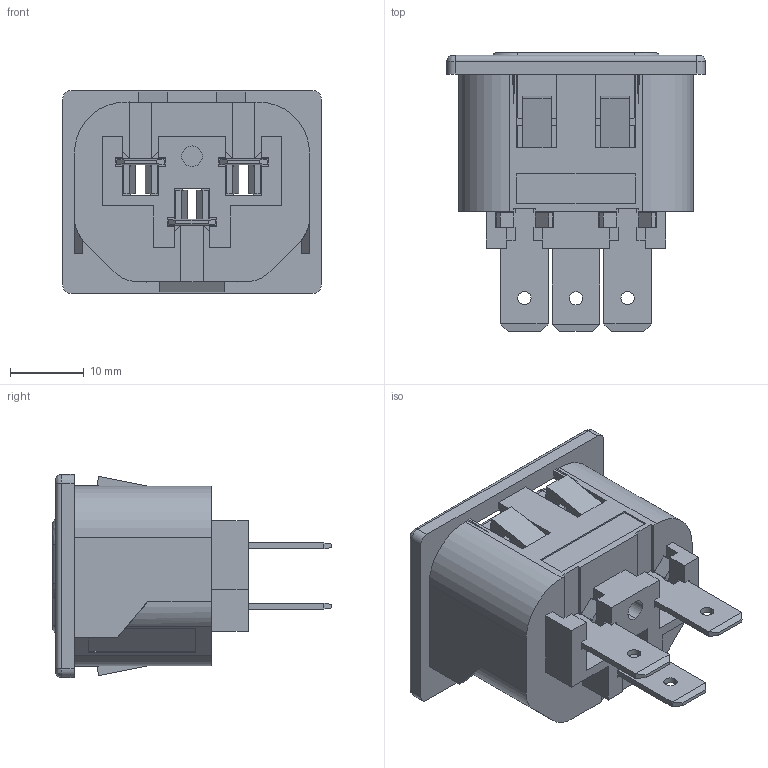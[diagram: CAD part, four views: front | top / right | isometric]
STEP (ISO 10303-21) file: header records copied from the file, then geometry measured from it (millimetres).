
FILE_DESCRIPTION (( 'STEP AP214' ), '1' );
FILE_NAME ('ACM-2F-N30Q6-TT_3D.step', '2024-03-07T16:49:18', ( '' ), ( '' ), 'SwSTEP 2.0', 'SolidWorks 2022', '' );
FILE_SCHEMA (( 'AUTOMOTIVE_DESIGN' ));
Length unit declared in the file: millimetre
Products named in the file (1): ACM-2F-N30Q6-TT_3D
Bounding box: 35.08 x 37.83 x 27.56 mm (x, y, z)
Volume: 10449.2 mm3; surface area: 10742.1 mm2
Topology: 4 solids, 4 shells, 429 faces, 1207 edges, 782 vertices
Faces by surface type: plane 343, cylinder 70, bspline 16
Entity records: 13971 total; most frequent: CARTESIAN_POINT 2779, ORIENTED_EDGE 2414, DIRECTION 2157, EDGE_CURVE 1207, LINE 1049, VECTOR 1049, VERTEX_POINT 782, AXIS2_PLACEMENT_3D 554
